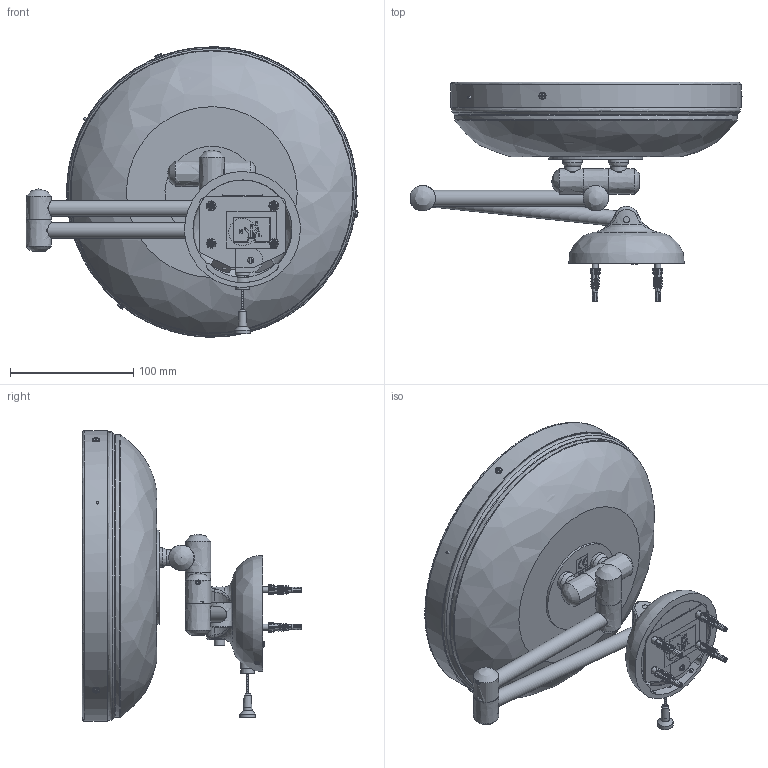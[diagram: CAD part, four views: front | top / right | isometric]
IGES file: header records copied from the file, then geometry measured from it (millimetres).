
Global section: file name: N510-3; native system: Autodesk Inventor 2018; preprocessor: unknown; author: sbajwa; date: 20190705.122813; units: millimetre
Bounding box: 269.68 x 178.31 x 235.91 mm (x, y, z)
Volume: 487915.4 mm3; surface area: 447768.8 mm2
Topology: 136 solids, 136 shells, 2917 faces, 7966 edges, 5400 vertices
Faces by surface type: bspline 2917
